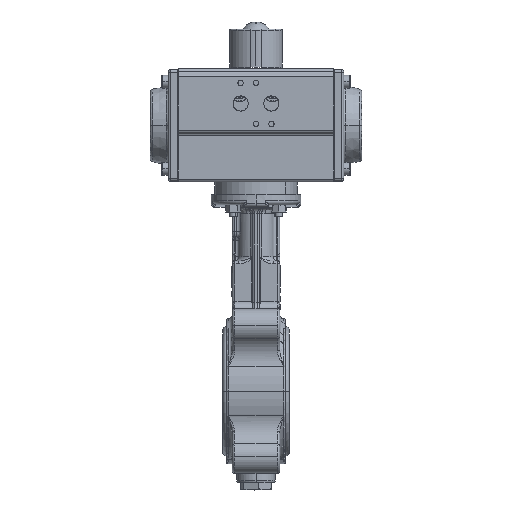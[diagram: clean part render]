
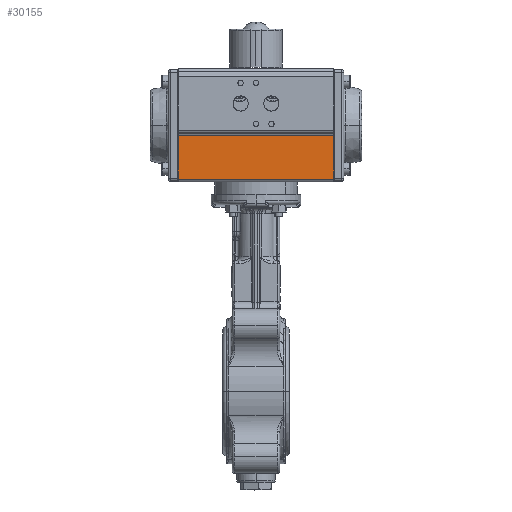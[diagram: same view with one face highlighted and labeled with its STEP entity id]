
A CAD part, top view. The second image highlights one B-rep face of the part: STEP entity #30155.
In plain terms, the highlighted planar face has unit normal (0, 0, -1).
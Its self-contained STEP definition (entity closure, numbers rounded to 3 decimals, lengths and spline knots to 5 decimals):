
#13 = PLANE ( 'NONE',  #31901 ) ;
#21 = EDGE_CURVE ( 'NONE', #32014, #44896, #29197, .T. ) ;
#1245 = VERTEX_POINT ( 'NONE', #50817 ) ;
#2293 = DIRECTION ( 'NONE',  ( 0., -1., 0. ) ) ;
#2877 = CARTESIAN_POINT ( 'NONE',  ( 0.0034, 0.07747, 0.29195 ) ) ;
#4403 = CARTESIAN_POINT ( 'NONE',  ( -0.1176, 0.07747, 0.29195 ) ) ;
#4504 = VECTOR ( 'NONE', #2293, 1. ) ;
#8681 = LINE ( 'NONE', #47879, #4504 ) ;
#8835 = CARTESIAN_POINT ( 'NONE',  ( -0.1176, 0.11147, 0.29195 ) ) ;
#17323 = DIRECTION ( 'NONE',  ( 0., 1., 0. ) ) ;
#25499 = VECTOR ( 'NONE', #72183, 1. ) ;
#28839 = CARTESIAN_POINT ( 'NONE',  ( -0.1176, 0.11147, 0.29195 ) ) ;
#28841 = CARTESIAN_POINT ( 'NONE',  ( -0.1176, 0.11147, 0.29195 ) ) ;
#29197 = LINE ( 'NONE', #28839, #46345 ) ;
#30155 = ADVANCED_FACE ( 'NONE', ( #63277 ), #13, .T. ) ;
#31901 = AXIS2_PLACEMENT_3D ( 'NONE', #68914, #34636, #17323 ) ;
#32014 = VERTEX_POINT ( 'NONE', #50907 ) ;
#33015 = EDGE_CURVE ( 'NONE', #44896, #1245, #37118, .T. ) ;
#34636 = DIRECTION ( 'NONE',  ( 0., 0., -1. ) ) ;
#35265 = ORIENTED_EDGE ( 'NONE', *, *, #33015, .T. ) ;
#37118 = LINE ( 'NONE', #8835, #57388 ) ;
#37314 = EDGE_LOOP ( 'NONE', ( #35265, #60361, #68604, #52719 ) ) ;
#44645 = EDGE_CURVE ( 'NONE', #74544, #32014, #60159, .T. ) ;
#44896 = VERTEX_POINT ( 'NONE', #28841 ) ;
#46345 = VECTOR ( 'NONE', #51814, 1. ) ;
#47879 = CARTESIAN_POINT ( 'NONE',  ( 0.0034, 0.11147, 0.29195 ) ) ;
#50817 = CARTESIAN_POINT ( 'NONE',  ( 0.0034, 0.11147, 0.29195 ) ) ;
#50907 = CARTESIAN_POINT ( 'NONE',  ( -0.1176, 0.07747, 0.29195 ) ) ;
#51814 = DIRECTION ( 'NONE',  ( 0., 1., 0. ) ) ;
#52719 = ORIENTED_EDGE ( 'NONE', *, *, #21, .T. ) ;
#57388 = VECTOR ( 'NONE', #60829, 1. ) ;
#60159 = LINE ( 'NONE', #4403, #25499 ) ;
#60361 = ORIENTED_EDGE ( 'NONE', *, *, #67715, .T. ) ;
#60829 = DIRECTION ( 'NONE',  ( 1., 0., 0. ) ) ;
#63277 = FACE_OUTER_BOUND ( 'NONE', #37314, .T. ) ;
#67715 = EDGE_CURVE ( 'NONE', #1245, #74544, #8681, .T. ) ;
#68604 = ORIENTED_EDGE ( 'NONE', *, *, #44645, .T. ) ;
#68914 = CARTESIAN_POINT ( 'NONE',  ( -0.1176, 0.11147, 0.29195 ) ) ;
#72183 = DIRECTION ( 'NONE',  ( -1., 0., 0. ) ) ;
#74544 = VERTEX_POINT ( 'NONE', #2877 ) ;
